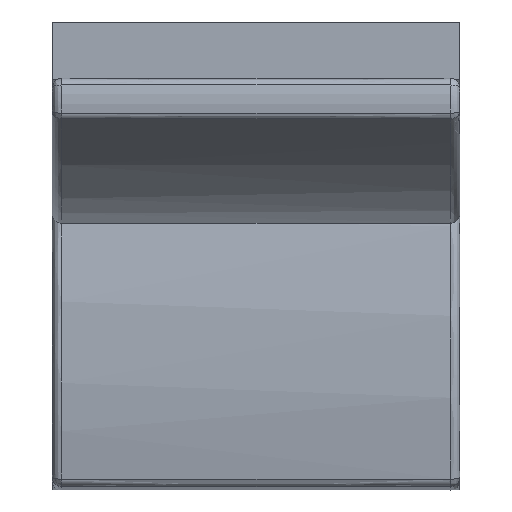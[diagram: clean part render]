
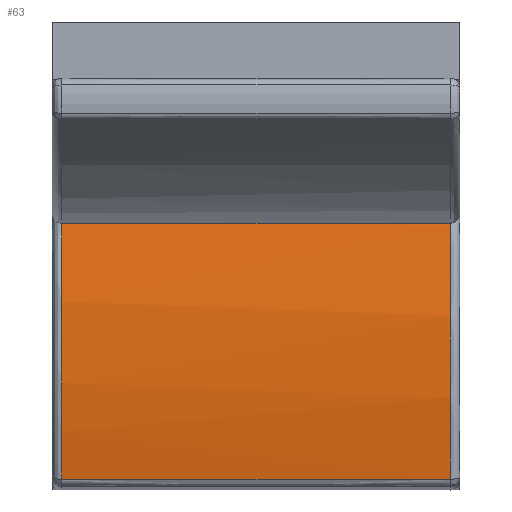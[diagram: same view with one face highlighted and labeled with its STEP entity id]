
A CAD part, top view. The second image highlights one B-rep face of the part: STEP entity #63.
In plain terms, the highlighted free-form (B-spline) face has degree [1, 2] with [2, 3] control points.
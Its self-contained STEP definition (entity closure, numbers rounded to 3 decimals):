
#63=ADVANCED_FACE($,(#146),#832,.T.);
#146=FACE_OUTER_BOUND($,#229,.T.);
#229=EDGE_LOOP($,(#407,#408,#409,#410));
#407=ORIENTED_EDGE($,*,*,#656,.T.);
#408=ORIENTED_EDGE($,*,*,#658,.T.);
#409=ORIENTED_EDGE($,*,*,#659,.T.);
#410=ORIENTED_EDGE($,*,*,#657,.F.);
#656=EDGE_CURVE($,#790,#791,#978,.T.);
#657=EDGE_CURVE($,#790,#792,#979,.T.);
#658=EDGE_CURVE($,#791,#793,#980,.T.);
#659=EDGE_CURVE($,#793,#792,#981,.T.);
#790=VERTEX_POINT($,#2146);
#791=VERTEX_POINT($,#2147);
#792=VERTEX_POINT($,#2148);
#793=VERTEX_POINT($,#2149);
#832=(
BOUNDED_SURFACE()
B_SPLINE_SURFACE(1,2,((#1770,#1771,#1772),(#1773,#1774,#1775)),.UNSPECIFIED.,
.F.,.F.,.F.)
B_SPLINE_SURFACE_WITH_KNOTS((2,2),(3,3),(11.6,860.),
(-753.836,-11.097),.UNSPECIFIED.)
GEOMETRIC_REPRESENTATION_ITEM()
RATIONAL_B_SPLINE_SURFACE(((0.999,0.978,0.999),
(0.999,0.978,0.999)))
REPRESENTATION_ITEM($)
SURFACE()
);
#978=(
BOUNDED_CURVE()
B_SPLINE_CURVE(3,(#1626,#1627,#1628,#1629,#1630,#1631,#1632,#1633,#1634,
#1635,#1636,#1637),.UNSPECIFIED.,.F.,.F.)
B_SPLINE_CURVE_WITH_KNOTS((4,1,1,1,1,1,1,1,1,4),(11.098,94.35,
189.976,285.378,379.079,472.59,567.413,
662.086,709.372,747.592),.UNSPECIFIED.)
CURVE()
GEOMETRIC_REPRESENTATION_ITEM()
RATIONAL_B_SPLINE_CURVE((1.,1.,1.,1.,1.,1.,1.,1.,1.,1.,1.,1.))
REPRESENTATION_ITEM($)
);
#979=(
BOUNDED_CURVE()
B_SPLINE_CURVE(3,(#1638,#1639,#1640,#1641),.UNSPECIFIED.,.F.,.F.)
B_SPLINE_CURVE_WITH_KNOTS((4,4),(20.,860.),.UNSPECIFIED.)
CURVE()
GEOMETRIC_REPRESENTATION_ITEM()
RATIONAL_B_SPLINE_CURVE((1.,1.,1.,1.))
REPRESENTATION_ITEM($)
);
#980=(
BOUNDED_CURVE()
B_SPLINE_CURVE(3,(#1642,#1643,#1644,#1645),.UNSPECIFIED.,.F.,.F.)
B_SPLINE_CURVE_WITH_KNOTS((4,4),(20.,860.),.UNSPECIFIED.)
CURVE()
GEOMETRIC_REPRESENTATION_ITEM()
RATIONAL_B_SPLINE_CURVE((1.,1.,1.,1.))
REPRESENTATION_ITEM($)
);
#981=(
BOUNDED_CURVE()
B_SPLINE_CURVE(3,(#1646,#1647,#1648,#1649,#1650,#1651,#1652,#1653,#1654,
#1655,#1656,#1657),.UNSPECIFIED.,.F.,.F.)
B_SPLINE_CURVE_WITH_KNOTS((4,1,1,1,1,1,1,1,1,4),(13.465,93.059,
187.723,282.536,376.035,469.724,565.112,
660.723,708.614,749.959),.UNSPECIFIED.)
CURVE()
GEOMETRIC_REPRESENTATION_ITEM()
RATIONAL_B_SPLINE_CURVE((1.,1.,1.,1.,1.,1.,1.,1.,1.,1.,1.,1.))
REPRESENTATION_ITEM($)
);
#1626=CARTESIAN_POINT($,(69182.604,10741.601,311.265));
#1627=CARTESIAN_POINT($,(69182.604,10715.069,320.583));
#1628=CARTESIAN_POINT($,(69182.604,10657.499,339.026));
#1629=CARTESIAN_POINT($,(69182.604,10567.638,361.908));
#1630=CARTESIAN_POINT($,(69182.604,10472.969,379.465));
#1631=CARTESIAN_POINT($,(69182.604,10378.043,390.642));
#1632=CARTESIAN_POINT($,(69182.604,10282.774,395.52));
#1633=CARTESIAN_POINT($,(69182.604,10187.059,394.033));
#1634=CARTESIAN_POINT($,(69182.604,10107.246,387.427));
#1635=CARTESIAN_POINT($,(69182.604,10046.869,379.38));
#1636=CARTESIAN_POINT($,(69182.604,10018.346,374.707));
#1637=CARTESIAN_POINT($,(69182.604,10005.628,372.449));
#1638=CARTESIAN_POINT($,(69182.604,10741.601,311.265));
#1639=CARTESIAN_POINT($,(69462.604,10741.601,311.265));
#1640=CARTESIAN_POINT($,(69742.604,10741.601,311.265));
#1641=CARTESIAN_POINT($,(70022.604,10741.601,311.265));
#1642=CARTESIAN_POINT($,(69182.604,10005.628,372.449));
#1643=CARTESIAN_POINT($,(69462.604,10005.628,372.449));
#1644=CARTESIAN_POINT($,(69742.604,10005.628,372.449));
#1645=CARTESIAN_POINT($,(70022.604,10005.628,372.449));
#1646=CARTESIAN_POINT($,(70022.604,10005.628,372.449));
#1647=CARTESIAN_POINT($,(70022.604,10032.114,377.152));
#1648=CARTESIAN_POINT($,(70022.604,10090.392,385.84));
#1649=CARTESIAN_POINT($,(70022.604,10181.057,393.725));
#1650=CARTESIAN_POINT($,(70022.604,10276.754,395.614));
#1651=CARTESIAN_POINT($,(70022.604,10372.032,391.137));
#1652=CARTESIAN_POINT($,(70022.604,10466.992,380.358));
#1653=CARTESIAN_POINT($,(70022.604,10561.72,363.197));
#1654=CARTESIAN_POINT($,(70022.604,10640.069,343.588));
#1655=CARTESIAN_POINT($,(70022.604,10699.847,325.49));
#1656=CARTESIAN_POINT($,(70022.604,10728.425,315.893));
#1657=CARTESIAN_POINT($,(70022.604,10741.601,311.265));
#1770=CARTESIAN_POINT($,(69174.204,10005.628,372.449));
#1771=CARTESIAN_POINT($,(69174.204,10378.767,438.694));
#1772=CARTESIAN_POINT($,(69174.204,10741.601,311.265));
#1773=CARTESIAN_POINT($,(70022.604,10005.628,372.449));
#1774=CARTESIAN_POINT($,(70022.604,10378.767,438.694));
#1775=CARTESIAN_POINT($,(70022.604,10741.601,311.265));
#2146=CARTESIAN_POINT($,(69182.604,10741.601,311.265));
#2147=CARTESIAN_POINT($,(69182.604,10005.628,372.449));
#2148=CARTESIAN_POINT($,(70022.604,10741.601,311.265));
#2149=CARTESIAN_POINT($,(70022.604,10005.628,372.449));
